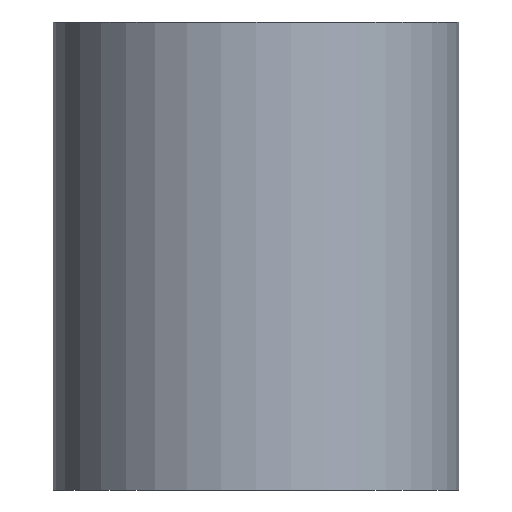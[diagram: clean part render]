
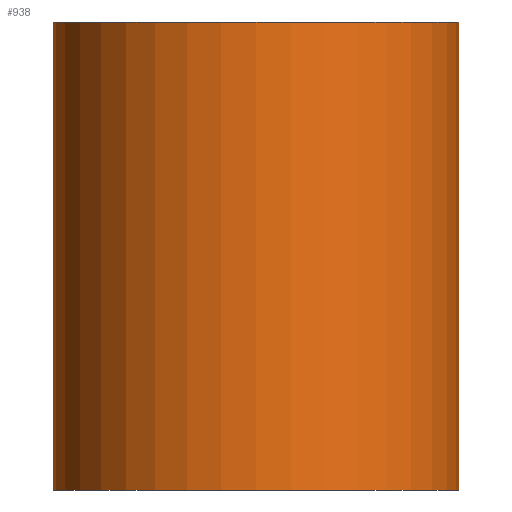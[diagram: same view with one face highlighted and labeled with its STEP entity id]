
A CAD part, front view. The second image highlights one B-rep face of the part: STEP entity #938.
In plain terms, the highlighted cylindrical face has radius 6.5 mm (diameter 13 mm), a partial arc.
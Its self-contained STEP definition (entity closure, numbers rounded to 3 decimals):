
#90 = PLANE('',#91);
#91 = AXIS2_PLACEMENT_3D('',#92,#93,#94);
#92 = CARTESIAN_POINT('',(-6.5,5.,0.));
#93 = DIRECTION('',(1.,0.,0.));
#94 = DIRECTION('',(0.,-1.,0.));
#146 = PLANE('',#147);
#147 = AXIS2_PLACEMENT_3D('',#148,#149,#150);
#148 = CARTESIAN_POINT('',(6.5,5.,0.));
#149 = DIRECTION('',(1.,0.,0.));
#150 = DIRECTION('',(0.,-1.,0.));
#359 = VERTEX_POINT('',#360);
#360 = CARTESIAN_POINT('',(-6.5,-5.,0.));
#374 = PLANE('',#375);
#375 = AXIS2_PLACEMENT_3D('',#376,#377,#378);
#376 = CARTESIAN_POINT('',(6.5,5.,0.));
#377 = DIRECTION('',(0.,0.,-1.));
#378 = DIRECTION('',(-1.,0.,0.));
#430 = VERTEX_POINT('',#431);
#431 = CARTESIAN_POINT('',(-6.5,-5.,15.));
#445 = PLANE('',#446);
#446 = AXIS2_PLACEMENT_3D('',#447,#448,#449);
#447 = CARTESIAN_POINT('',(6.5,5.,15.));
#448 = DIRECTION('',(0.,0.,-1.));
#449 = DIRECTION('',(-1.,0.,0.));
#457 = EDGE_CURVE('',#359,#430,#458,.T.);
#458 = SURFACE_CURVE('',#459,(#463,#470),.PCURVE_S1.);
#459 = LINE('',#460,#461);
#460 = CARTESIAN_POINT('',(-6.5,-5.,0.));
#461 = VECTOR('',#462,1.);
#462 = DIRECTION('',(0.,0.,1.));
#463 = PCURVE('',#90,#464);
#464 = DEFINITIONAL_REPRESENTATION('',(#465),#469);
#465 = LINE('',#466,#467);
#466 = CARTESIAN_POINT('',(10.,0.));
#467 = VECTOR('',#468,1.);
#468 = DIRECTION('',(0.,-1.));
#469 = ( GEOMETRIC_REPRESENTATION_CONTEXT(2) 
PARAMETRIC_REPRESENTATION_CONTEXT() REPRESENTATION_CONTEXT('2D SPACE',''
  ) );
#470 = PCURVE('',#471,#476);
#471 = CYLINDRICAL_SURFACE('',#472,6.5);
#472 = AXIS2_PLACEMENT_3D('',#473,#474,#475);
#473 = CARTESIAN_POINT('',(0.,-5.,0.));
#474 = DIRECTION('',(0.,0.,-1.));
#475 = DIRECTION('',(1.,0.,0.));
#476 = DEFINITIONAL_REPRESENTATION('',(#477),#481);
#477 = LINE('',#478,#479);
#478 = CARTESIAN_POINT('',(-3.142,0.));
#479 = VECTOR('',#480,1.);
#480 = DIRECTION('',(0.,-1.));
#481 = ( GEOMETRIC_REPRESENTATION_CONTEXT(2) 
PARAMETRIC_REPRESENTATION_CONTEXT() REPRESENTATION_CONTEXT('2D SPACE',''
  ) );
#586 = VERTEX_POINT('',#587);
#587 = CARTESIAN_POINT('',(6.5,-5.,0.));
#632 = VERTEX_POINT('',#633);
#633 = CARTESIAN_POINT('',(6.5,-5.,15.));
#654 = EDGE_CURVE('',#586,#632,#655,.T.);
#655 = SURFACE_CURVE('',#656,(#660,#667),.PCURVE_S1.);
#656 = LINE('',#657,#658);
#657 = CARTESIAN_POINT('',(6.5,-5.,0.));
#658 = VECTOR('',#659,1.);
#659 = DIRECTION('',(0.,0.,1.));
#660 = PCURVE('',#146,#661);
#661 = DEFINITIONAL_REPRESENTATION('',(#662),#666);
#662 = LINE('',#663,#664);
#663 = CARTESIAN_POINT('',(10.,0.));
#664 = VECTOR('',#665,1.);
#665 = DIRECTION('',(0.,-1.));
#666 = ( GEOMETRIC_REPRESENTATION_CONTEXT(2) 
PARAMETRIC_REPRESENTATION_CONTEXT() REPRESENTATION_CONTEXT('2D SPACE',''
  ) );
#667 = PCURVE('',#471,#668);
#668 = DEFINITIONAL_REPRESENTATION('',(#669),#673);
#669 = LINE('',#670,#671);
#670 = CARTESIAN_POINT('',(-6.283,0.));
#671 = VECTOR('',#672,1.);
#672 = DIRECTION('',(0.,-1.));
#673 = ( GEOMETRIC_REPRESENTATION_CONTEXT(2) 
PARAMETRIC_REPRESENTATION_CONTEXT() REPRESENTATION_CONTEXT('2D SPACE',''
  ) );
#909 = EDGE_CURVE('',#359,#586,#910,.T.);
#910 = SURFACE_CURVE('',#911,(#916,#927),.PCURVE_S1.);
#911 = CIRCLE('',#912,6.5);
#912 = AXIS2_PLACEMENT_3D('',#913,#914,#915);
#913 = CARTESIAN_POINT('',(0.,-5.,0.));
#914 = DIRECTION('',(0.,0.,1.));
#915 = DIRECTION('',(1.,0.,0.));
#916 = PCURVE('',#374,#917);
#917 = DEFINITIONAL_REPRESENTATION('',(#918),#926);
#918 = ( BOUNDED_CURVE() B_SPLINE_CURVE(2,(#919,#920,#921,#922,#923,#924
,#925),.UNSPECIFIED.,.F.,.F.) B_SPLINE_CURVE_WITH_KNOTS((1,2,2,2,2,1),(
    -2.094,0.,2.094,4.189,6.283,
8.378),.UNSPECIFIED.) CURVE() GEOMETRIC_REPRESENTATION_ITEM() 
RATIONAL_B_SPLINE_CURVE((1.,0.5,1.,0.5,1.,0.5,1.)) REPRESENTATION_ITEM(
  '') );
#919 = CARTESIAN_POINT('',(0.,-10.));
#920 = CARTESIAN_POINT('',(0.,1.258));
#921 = CARTESIAN_POINT('',(9.75,-4.371));
#922 = CARTESIAN_POINT('',(19.5,-10.));
#923 = CARTESIAN_POINT('',(9.75,-15.629));
#924 = CARTESIAN_POINT('',(0.,-21.258));
#925 = CARTESIAN_POINT('',(0.,-10.));
#926 = ( GEOMETRIC_REPRESENTATION_CONTEXT(2) 
PARAMETRIC_REPRESENTATION_CONTEXT() REPRESENTATION_CONTEXT('2D SPACE',''
  ) );
#927 = PCURVE('',#471,#928);
#928 = DEFINITIONAL_REPRESENTATION('',(#929),#933);
#929 = LINE('',#930,#931);
#930 = CARTESIAN_POINT('',(0.,0.));
#931 = VECTOR('',#932,1.);
#932 = DIRECTION('',(-1.,0.));
#933 = ( GEOMETRIC_REPRESENTATION_CONTEXT(2) 
PARAMETRIC_REPRESENTATION_CONTEXT() REPRESENTATION_CONTEXT('2D SPACE',''
  ) );
#938 = ADVANCED_FACE('',(#939),#471,.T.);
#939 = FACE_BOUND('',#940,.F.);
#940 = EDGE_LOOP('',(#941,#942,#968,#969));
#941 = ORIENTED_EDGE('',*,*,#457,.T.);
#942 = ORIENTED_EDGE('',*,*,#943,.T.);
#943 = EDGE_CURVE('',#430,#632,#944,.T.);
#944 = SURFACE_CURVE('',#945,(#950,#957),.PCURVE_S1.);
#945 = CIRCLE('',#946,6.5);
#946 = AXIS2_PLACEMENT_3D('',#947,#948,#949);
#947 = CARTESIAN_POINT('',(0.,-5.,15.));
#948 = DIRECTION('',(0.,0.,1.));
#949 = DIRECTION('',(1.,0.,0.));
#950 = PCURVE('',#471,#951);
#951 = DEFINITIONAL_REPRESENTATION('',(#952),#956);
#952 = LINE('',#953,#954);
#953 = CARTESIAN_POINT('',(0.,-15.));
#954 = VECTOR('',#955,1.);
#955 = DIRECTION('',(-1.,0.));
#956 = ( GEOMETRIC_REPRESENTATION_CONTEXT(2) 
PARAMETRIC_REPRESENTATION_CONTEXT() REPRESENTATION_CONTEXT('2D SPACE',''
  ) );
#957 = PCURVE('',#445,#958);
#958 = DEFINITIONAL_REPRESENTATION('',(#959),#967);
#959 = ( BOUNDED_CURVE() B_SPLINE_CURVE(2,(#960,#961,#962,#963,#964,#965
,#966),.UNSPECIFIED.,.F.,.F.) B_SPLINE_CURVE_WITH_KNOTS((1,2,2,2,2,1),(
    -2.094,0.,2.094,4.189,6.283,
8.378),.UNSPECIFIED.) CURVE() GEOMETRIC_REPRESENTATION_ITEM() 
RATIONAL_B_SPLINE_CURVE((1.,0.5,1.,0.5,1.,0.5,1.)) REPRESENTATION_ITEM(
  '') );
#960 = CARTESIAN_POINT('',(0.,-10.));
#961 = CARTESIAN_POINT('',(0.,1.258));
#962 = CARTESIAN_POINT('',(9.75,-4.371));
#963 = CARTESIAN_POINT('',(19.5,-10.));
#964 = CARTESIAN_POINT('',(9.75,-15.629));
#965 = CARTESIAN_POINT('',(0.,-21.258));
#966 = CARTESIAN_POINT('',(0.,-10.));
#967 = ( GEOMETRIC_REPRESENTATION_CONTEXT(2) 
PARAMETRIC_REPRESENTATION_CONTEXT() REPRESENTATION_CONTEXT('2D SPACE',''
  ) );
#968 = ORIENTED_EDGE('',*,*,#654,.F.);
#969 = ORIENTED_EDGE('',*,*,#909,.F.);
